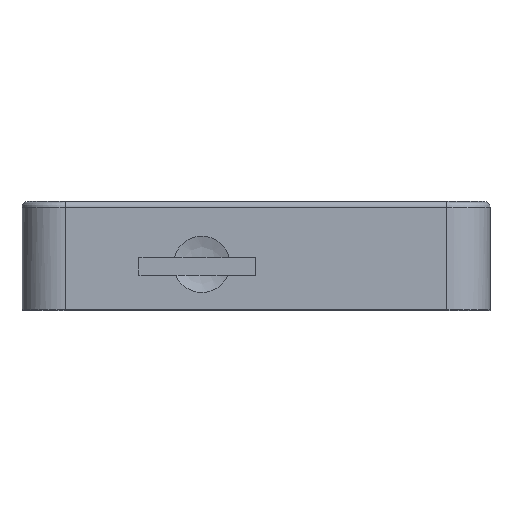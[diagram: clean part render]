
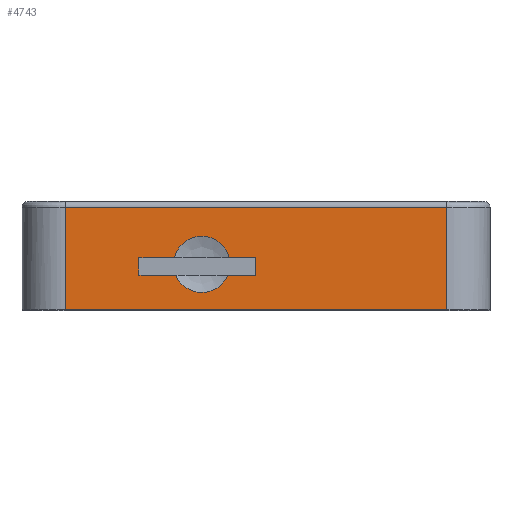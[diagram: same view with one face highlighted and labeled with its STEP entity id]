
A CAD part, top view. The second image highlights one B-rep face of the part: STEP entity #4743.
In plain terms, the highlighted planar face has unit normal (0, 0, 1).
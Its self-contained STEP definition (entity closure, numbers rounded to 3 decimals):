
#123=FACE_BOUND('',#726,.T.);
#327=PLANE('',#5046);
#454=FACE_OUTER_BOUND('',#725,.T.);
#725=EDGE_LOOP('',(#3608,#3609,#3610,#3611));
#726=EDGE_LOOP('',(#3612,#3613,#3614,#3615,#3616,#3617,#3618,#3619));
#1138=LINE('',#7166,#1622);
#1139=LINE('',#7168,#1623);
#1140=LINE('',#7170,#1624);
#1141=LINE('',#7171,#1625);
#1142=LINE('',#7174,#1626);
#1143=LINE('',#7176,#1627);
#1144=LINE('',#7178,#1628);
#1145=LINE('',#7182,#1629);
#1146=LINE('',#7184,#1630);
#1147=LINE('',#7186,#1631);
#1622=VECTOR('',#5577,10.);
#1623=VECTOR('',#5578,10.);
#1624=VECTOR('',#5579,10.);
#1625=VECTOR('',#5580,10.);
#1626=VECTOR('',#5581,10.);
#1627=VECTOR('',#5582,10.);
#1628=VECTOR('',#5583,10.);
#1629=VECTOR('',#5586,10.);
#1630=VECTOR('',#5587,10.);
#1631=VECTOR('',#5588,10.);
#1974=CIRCLE('',#5047,3.25);
#1975=CIRCLE('',#5048,3.25);
#2305=VERTEX_POINT('',#7164);
#2306=VERTEX_POINT('',#7165);
#2307=VERTEX_POINT('',#7167);
#2308=VERTEX_POINT('',#7169);
#2309=VERTEX_POINT('',#7172);
#2310=VERTEX_POINT('',#7173);
#2311=VERTEX_POINT('',#7175);
#2312=VERTEX_POINT('',#7177);
#2313=VERTEX_POINT('',#7179);
#2314=VERTEX_POINT('',#7181);
#2315=VERTEX_POINT('',#7183);
#2316=VERTEX_POINT('',#7185);
#2825=EDGE_CURVE('',#2305,#2306,#1138,.T.);
#2826=EDGE_CURVE('',#2307,#2305,#1139,.T.);
#2827=EDGE_CURVE('',#2307,#2308,#1140,.T.);
#2828=EDGE_CURVE('',#2306,#2308,#1141,.F.);
#2829=EDGE_CURVE('',#2309,#2310,#1142,.T.);
#2830=EDGE_CURVE('',#2310,#2311,#1143,.T.);
#2831=EDGE_CURVE('',#2311,#2312,#1144,.T.);
#2832=EDGE_CURVE('',#2312,#2313,#1974,.T.);
#2833=EDGE_CURVE('',#2313,#2314,#1145,.T.);
#2834=EDGE_CURVE('',#2314,#2315,#1146,.T.);
#2835=EDGE_CURVE('',#2315,#2316,#1147,.T.);
#2836=EDGE_CURVE('',#2316,#2309,#1975,.T.);
#3608=ORIENTED_EDGE('',*,*,#2825,.F.);
#3609=ORIENTED_EDGE('',*,*,#2826,.F.);
#3610=ORIENTED_EDGE('',*,*,#2827,.T.);
#3611=ORIENTED_EDGE('',*,*,#2828,.F.);
#3612=ORIENTED_EDGE('',*,*,#2829,.T.);
#3613=ORIENTED_EDGE('',*,*,#2830,.T.);
#3614=ORIENTED_EDGE('',*,*,#2831,.T.);
#3615=ORIENTED_EDGE('',*,*,#2832,.T.);
#3616=ORIENTED_EDGE('',*,*,#2833,.T.);
#3617=ORIENTED_EDGE('',*,*,#2834,.T.);
#3618=ORIENTED_EDGE('',*,*,#2835,.T.);
#3619=ORIENTED_EDGE('',*,*,#2836,.T.);
#4743=ADVANCED_FACE('',(#454,#123),#327,.T.);
#5046=AXIS2_PLACEMENT_3D('',#7163,#5575,#5576);
#5047=AXIS2_PLACEMENT_3D('',#7180,#5584,#5585);
#5048=AXIS2_PLACEMENT_3D('',#7187,#5589,#5590);
#5575=DIRECTION('center_axis',(0.,0.,1.));
#5576=DIRECTION('ref_axis',(1.,0.,0.));
#5577=DIRECTION('',(1.,0.,0.));
#5578=DIRECTION('',(0.,1.,0.));
#5579=DIRECTION('',(1.,0.,0.));
#5580=DIRECTION('',(0.,1.,0.));
#5581=DIRECTION('',(-1.,0.,0.));
#5582=DIRECTION('',(0.,1.,0.));
#5583=DIRECTION('',(1.,0.,0.));
#5584=DIRECTION('center_axis',(0.,0.,-1.));
#5585=DIRECTION('ref_axis',(0.,1.,0.));
#5586=DIRECTION('',(1.,0.,0.));
#5587=DIRECTION('',(0.,-1.,0.));
#5588=DIRECTION('',(-1.,0.,0.));
#5589=DIRECTION('center_axis',(0.,0.,-1.));
#5590=DIRECTION('ref_axis',(0.,1.,0.));
#7163=CARTESIAN_POINT('Origin',(54.005,7.855,0.));
#7164=CARTESIAN_POINT('',(5.005,11.805,0.));
#7165=CARTESIAN_POINT('',(49.005,11.805,0.));
#7166=CARTESIAN_POINT('',(80.598,11.805,0.));
#7167=CARTESIAN_POINT('',(5.005,0.005,0.));
#7168=CARTESIAN_POINT('',(5.005,12.005,0.));
#7169=CARTESIAN_POINT('',(49.005,0.005,0.));
#7170=CARTESIAN_POINT('',(80.598,0.005,0.));
#7171=CARTESIAN_POINT('',(49.005,-0.445,0.));
#7172=CARTESIAN_POINT('',(17.749,4.005,0.));
#7173=CARTESIAN_POINT('',(13.5,4.005,0.));
#7174=CARTESIAN_POINT('',(37.128,4.005,0.));
#7175=CARTESIAN_POINT('',(13.5,6.,0.));
#7176=CARTESIAN_POINT('',(13.5,6.18,0.));
#7177=CARTESIAN_POINT('',(17.587,6.,0.));
#7178=CARTESIAN_POINT('',(36.755,6.,0.));
#7179=CARTESIAN_POINT('',(23.913,6.,0.));
#7180=CARTESIAN_POINT('Origin',(20.75,5.252,0.));
#7181=CARTESIAN_POINT('',(27.,6.,0.));
#7182=CARTESIAN_POINT('',(36.755,6.,0.));
#7183=CARTESIAN_POINT('',(27.,4.005,0.));
#7184=CARTESIAN_POINT('',(27.,6.18,0.));
#7185=CARTESIAN_POINT('',(23.751,4.005,0.));
#7186=CARTESIAN_POINT('',(37.128,4.005,0.));
#7187=CARTESIAN_POINT('Origin',(20.75,5.252,0.));
